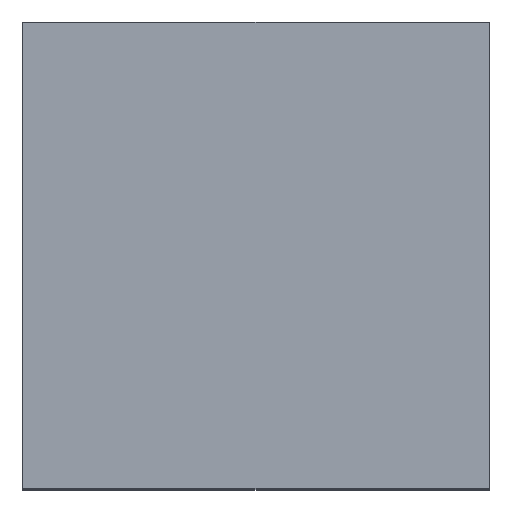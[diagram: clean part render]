
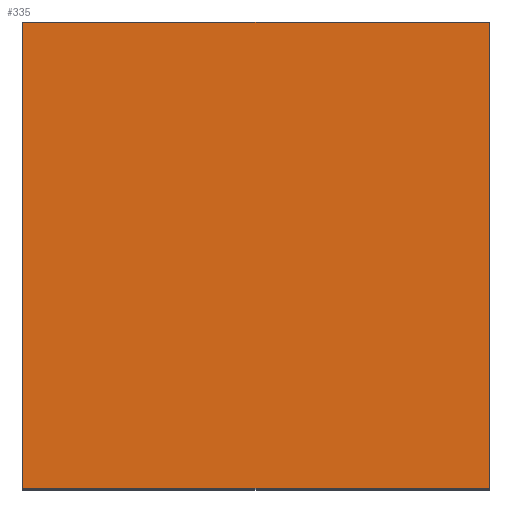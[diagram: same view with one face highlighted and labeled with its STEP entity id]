
A CAD part, top view. The second image highlights one B-rep face of the part: STEP entity #335.
In plain terms, the highlighted planar face has unit normal (0, 0, 1).
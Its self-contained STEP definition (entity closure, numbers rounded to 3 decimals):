
#21 = PLANE ( 'NONE',  #121 ) ;
#40 = CARTESIAN_POINT ( 'NONE',  ( -0.4, -0.4, 0.8 ) ) ;
#41 = CARTESIAN_POINT ( 'NONE',  ( -0.4, 0.4, 0.8 ) ) ;
#88 = EDGE_CURVE ( 'NONE', #176, #300, #416, .T. ) ;
#106 = LINE ( 'NONE', #352, #137 ) ;
#118 = DIRECTION ( 'NONE',  ( 0., 1., 0. ) ) ;
#121 = AXIS2_PLACEMENT_3D ( 'NONE', #259, #264, #141 ) ;
#137 = VECTOR ( 'NONE', #187, 1000. ) ;
#141 = DIRECTION ( 'NONE',  ( 1., 0., 0. ) ) ;
#142 = DIRECTION ( 'NONE',  ( 1., 0., 0. ) ) ;
#145 = CARTESIAN_POINT ( 'NONE',  ( -0.4, -0.4, 0.8 ) ) ;
#151 = LINE ( 'NONE', #41, #414 ) ;
#152 = VERTEX_POINT ( 'NONE', #411 ) ;
#176 = VERTEX_POINT ( 'NONE', #323 ) ;
#181 = ORIENTED_EDGE ( 'NONE', *, *, #370, .T. ) ;
#187 = DIRECTION ( 'NONE',  ( 0., -1., 0. ) ) ;
#191 = VECTOR ( 'NONE', #118, 1000. ) ;
#225 = ORIENTED_EDGE ( 'NONE', *, *, #341, .T. ) ;
#230 = CARTESIAN_POINT ( 'NONE',  ( 0.4, 0.4, 0.8 ) ) ;
#231 = LINE ( 'NONE', #145, #361 ) ;
#250 = EDGE_CURVE ( 'NONE', #300, #152, #151, .T. ) ;
#259 = CARTESIAN_POINT ( 'NONE',  ( 0., 0., 0.8 ) ) ;
#264 = DIRECTION ( 'NONE',  ( 0., 0., 1. ) ) ;
#266 = VERTEX_POINT ( 'NONE', #40 ) ;
#275 = EDGE_LOOP ( 'NONE', ( #363, #310, #225, #181 ) ) ;
#286 = DIRECTION ( 'NONE',  ( -1., 0., 0. ) ) ;
#300 = VERTEX_POINT ( 'NONE', #452 ) ;
#310 = ORIENTED_EDGE ( 'NONE', *, *, #250, .T. ) ;
#323 = CARTESIAN_POINT ( 'NONE',  ( 0.4, -0.4, 0.8 ) ) ;
#335 = ADVANCED_FACE ( 'NONE', ( #429 ), #21, .T. ) ;
#341 = EDGE_CURVE ( 'NONE', #152, #266, #106, .T. ) ;
#352 = CARTESIAN_POINT ( 'NONE',  ( -0.4, 0.4, 0.8 ) ) ;
#361 = VECTOR ( 'NONE', #142, 1000. ) ;
#363 = ORIENTED_EDGE ( 'NONE', *, *, #88, .T. ) ;
#370 = EDGE_CURVE ( 'NONE', #266, #176, #231, .T. ) ;
#411 = CARTESIAN_POINT ( 'NONE',  ( -0.4, 0.4, 0.8 ) ) ;
#414 = VECTOR ( 'NONE', #286, 1000. ) ;
#416 = LINE ( 'NONE', #230, #191 ) ;
#429 = FACE_OUTER_BOUND ( 'NONE', #275, .T. ) ;
#452 = CARTESIAN_POINT ( 'NONE',  ( 0.4, 0.4, 0.8 ) ) ;
